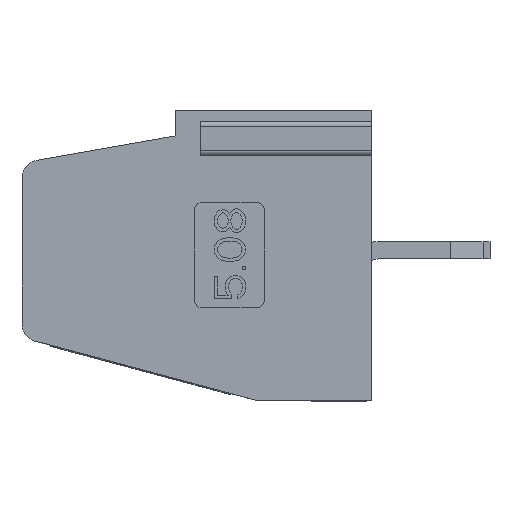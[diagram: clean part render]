
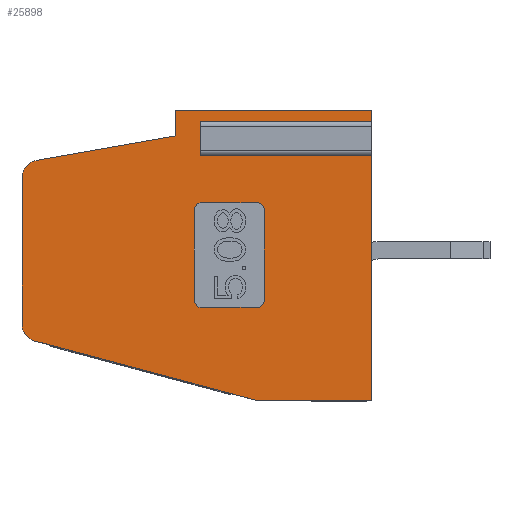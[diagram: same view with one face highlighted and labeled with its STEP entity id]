
A CAD part, left-side view. The second image highlights one B-rep face of the part: STEP entity #25898.
In plain terms, the highlighted planar face has unit normal (-1, 0, 0).
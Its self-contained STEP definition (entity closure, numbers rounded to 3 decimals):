
#2=DIRECTION('',(0.,0.,1.));
#3=VECTOR('',#2,0.908);
#4=CARTESIAN_POINT('',(0.,4.9,-1.254));
#5=LINE('',#4,#3);
#6=DIRECTION('',(0.,1.,0.));
#7=VECTOR('',#6,4.9);
#8=CARTESIAN_POINT('',(0.,0.,-1.254));
#9=LINE('',#8,#7);
#10=DIRECTION('',(0.,0.,-1.));
#11=VECTOR('',#10,7.046);
#12=CARTESIAN_POINT('',(0.,0.,-1.254));
#13=LINE('',#12,#11);
#14=DIRECTION('',(0.,1.,0.));
#15=VECTOR('',#14,3.282);
#16=CARTESIAN_POINT('',(0.,0.,-8.3));
#17=LINE('',#16,#15);
#18=DIRECTION('',(0.,0.966,0.259));
#19=VECTOR('',#18,6.571);
#20=CARTESIAN_POINT('',(0.,3.282,-8.3));
#21=LINE('',#20,#19);
#22=DIRECTION('',(0.,0.,1.));
#23=VECTOR('',#22,4.197);
#24=CARTESIAN_POINT('',(0.,10.,-6.116));
#25=LINE('',#24,#23);
#26=DIRECTION('',(0.,-0.985,0.174));
#27=VECTOR('',#26,4.048);
#28=CARTESIAN_POINT('',(0.,9.587,-1.427));
#29=LINE('',#28,#27);
#30=DIRECTION('',(0.,0.,1.));
#31=VECTOR('',#30,0.724);
#32=CARTESIAN_POINT('',(0.,5.6,-0.724));
#33=LINE('',#32,#31);
#34=DIRECTION('',(0.,-1.,0.));
#35=VECTOR('',#34,5.6);
#36=CARTESIAN_POINT('',(0.,5.6,0.));
#37=LINE('',#36,#35);
#38=DIRECTION('',(0.,0.,-1.));
#39=VECTOR('',#38,0.346);
#40=CARTESIAN_POINT('',(0.,0.,0.));
#41=LINE('',#40,#39);
#42=DIRECTION('',(0.,1.,0.));
#43=VECTOR('',#42,4.9);
#44=CARTESIAN_POINT('',(0.,0.,-0.346));
#45=LINE('',#44,#43);
#46=CARTESIAN_POINT('',(0.,4.864,-5.438));
#47=DIRECTION('',(-1.,0.,0.));
#48=DIRECTION('',(0.,1.,0.));
#49=AXIS2_PLACEMENT_3D('',#46,#47,#48);
#51=DIRECTION('',(0.,-1.,0.));
#52=VECTOR('',#51,1.6);
#53=CARTESIAN_POINT('',(0.,4.864,-5.638));
#54=LINE('',#53,#52);
#55=CARTESIAN_POINT('',(0.,3.264,-5.438));
#56=DIRECTION('',(-1.,0.,0.));
#57=DIRECTION('',(0.,0.,-1.));
#58=AXIS2_PLACEMENT_3D('',#55,#56,#57);
#60=DIRECTION('',(0.,0.,1.));
#61=VECTOR('',#60,2.6);
#62=CARTESIAN_POINT('',(0.,3.064,-5.438));
#63=LINE('',#62,#61);
#64=CARTESIAN_POINT('',(0.,3.264,-2.838));
#65=DIRECTION('',(-1.,0.,0.));
#66=DIRECTION('',(0.,-1.,0.));
#67=AXIS2_PLACEMENT_3D('',#64,#65,#66);
#69=DIRECTION('',(0.,1.,0.));
#70=VECTOR('',#69,1.6);
#71=CARTESIAN_POINT('',(0.,3.264,-2.638));
#72=LINE('',#71,#70);
#73=CARTESIAN_POINT('',(0.,4.864,-2.838));
#74=DIRECTION('',(-1.,0.,0.));
#75=DIRECTION('',(0.,0.,1.));
#76=AXIS2_PLACEMENT_3D('',#73,#74,#75);
#78=DIRECTION('',(0.,0.,-1.));
#79=VECTOR('',#78,2.6);
#80=CARTESIAN_POINT('',(0.,5.064,-2.838));
#81=LINE('',#80,#79);
#435=CARTESIAN_POINT('',(0.,9.5,-1.92));
#436=DIRECTION('',(-1.,0.,0.));
#437=DIRECTION('',(0.,0.174,0.985));
#438=AXIS2_PLACEMENT_3D('',#435,#436,#437);
#484=CARTESIAN_POINT('',(0.,9.5,-6.116));
#485=DIRECTION('',(-1.,0.,0.));
#486=DIRECTION('',(0.,1.,0.));
#487=AXIS2_PLACEMENT_3D('',#484,#485,#486);
#21436=CARTESIAN_POINT('',(0.,0.,-8.3));
#21437=CARTESIAN_POINT('',(0.,3.282,-8.3));
#21438=VERTEX_POINT('',#21436);
#21439=VERTEX_POINT('',#21437);
#21440=CARTESIAN_POINT('',(0.,5.6,-0.724));
#21441=CARTESIAN_POINT('',(0.,5.6,0.));
#21442=VERTEX_POINT('',#21440);
#21443=VERTEX_POINT('',#21441);
#21444=CARTESIAN_POINT('',(0.,0.,0.));
#21445=VERTEX_POINT('',#21444);
#21530=CARTESIAN_POINT('',(0.,0.,-0.346));
#21531=VERTEX_POINT('',#21530);
#21532=CARTESIAN_POINT('',(0.,0.,-1.254));
#21533=VERTEX_POINT('',#21532);
#21534=CARTESIAN_POINT('',(0.,4.9,-0.346));
#21535=VERTEX_POINT('',#21534);
#21536=CARTESIAN_POINT('',(0.,4.9,-1.254));
#21537=VERTEX_POINT('',#21536);
#21570=CARTESIAN_POINT('',(0.,10.,-1.92));
#21572=VERTEX_POINT('',#21570);
#21574=CARTESIAN_POINT('',(0.,9.587,-1.427));
#21576=VERTEX_POINT('',#21574);
#21579=CARTESIAN_POINT('',(0.,10.,-6.116));
#21581=VERTEX_POINT('',#21579);
#21582=CARTESIAN_POINT('',(0.,9.629,-6.599));
#21583=VERTEX_POINT('',#21582);
#21802=CARTESIAN_POINT('',(0.,5.064,-5.438));
#21803=CARTESIAN_POINT('',(0.,4.864,-5.638));
#21804=VERTEX_POINT('',#21802);
#21805=VERTEX_POINT('',#21803);
#21806=CARTESIAN_POINT('',(0.,3.264,-5.638));
#21807=VERTEX_POINT('',#21806);
#21808=CARTESIAN_POINT('',(0.,3.064,-5.438));
#21809=VERTEX_POINT('',#21808);
#21810=CARTESIAN_POINT('',(0.,3.064,-2.838));
#21811=VERTEX_POINT('',#21810);
#21812=CARTESIAN_POINT('',(0.,3.264,-2.638));
#21813=VERTEX_POINT('',#21812);
#21814=CARTESIAN_POINT('',(0.,4.864,-2.638));
#21815=VERTEX_POINT('',#21814);
#21816=CARTESIAN_POINT('',(0.,5.064,-2.838));
#21817=VERTEX_POINT('',#21816);
#25847=CARTESIAN_POINT('',(0.,0.,0.));
#25848=DIRECTION('',(1.,0.,0.));
#25849=DIRECTION('',(0.,0.,-1.));
#25850=AXIS2_PLACEMENT_3D('',#25847,#25848,#25849);
#25851=PLANE('',#25850);
#25853=ORIENTED_EDGE('',*,*,#25852,.F.);
#25855=ORIENTED_EDGE('',*,*,#25854,.F.);
#25857=ORIENTED_EDGE('',*,*,#25856,.T.);
#25859=ORIENTED_EDGE('',*,*,#25858,.T.);
#25861=ORIENTED_EDGE('',*,*,#25860,.T.);
#25863=ORIENTED_EDGE('',*,*,#25862,.F.);
#25865=ORIENTED_EDGE('',*,*,#25864,.T.);
#25867=ORIENTED_EDGE('',*,*,#25866,.F.);
#25869=ORIENTED_EDGE('',*,*,#25868,.T.);
#25871=ORIENTED_EDGE('',*,*,#25870,.T.);
#25873=ORIENTED_EDGE('',*,*,#25872,.T.);
#25875=ORIENTED_EDGE('',*,*,#25874,.T.);
#25877=ORIENTED_EDGE('',*,*,#25876,.T.);
#25878=EDGE_LOOP('',(#25853,#25855,#25857,#25859,#25861,#25863,#25865,#25867,
#25869,#25871,#25873,#25875,#25877));
#25879=FACE_OUTER_BOUND('',#25878,.F.);
#25881=ORIENTED_EDGE('',*,*,#25880,.T.);
#25883=ORIENTED_EDGE('',*,*,#25882,.T.);
#25885=ORIENTED_EDGE('',*,*,#25884,.T.);
#25887=ORIENTED_EDGE('',*,*,#25886,.T.);
#25889=ORIENTED_EDGE('',*,*,#25888,.T.);
#25891=ORIENTED_EDGE('',*,*,#25890,.T.);
#25893=ORIENTED_EDGE('',*,*,#25892,.T.);
#25895=ORIENTED_EDGE('',*,*,#25894,.T.);
#25896=EDGE_LOOP('',(#25881,#25883,#25885,#25887,#25889,#25891,#25893,#25895));
#25897=FACE_BOUND('',#25896,.F.);
#25898=ADVANCED_FACE('',(#25879,#25897),#25851,.F.);
#50=CIRCLE('',#49,0.2);
#59=CIRCLE('',#58,0.2);
#68=CIRCLE('',#67,0.2);
#77=CIRCLE('',#76,0.2);
#439=CIRCLE('',#438,0.5);
#488=CIRCLE('',#487,0.5);
#25852=EDGE_CURVE('',#21537,#21535,#5,.T.);
#25854=EDGE_CURVE('',#21533,#21537,#9,.T.);
#25856=EDGE_CURVE('',#21533,#21438,#13,.T.);
#25858=EDGE_CURVE('',#21438,#21439,#17,.T.);
#25860=EDGE_CURVE('',#21439,#21583,#21,.T.);
#25862=EDGE_CURVE('',#21581,#21583,#488,.T.);
#25864=EDGE_CURVE('',#21581,#21572,#25,.T.);
#25866=EDGE_CURVE('',#21576,#21572,#439,.T.);
#25868=EDGE_CURVE('',#21576,#21442,#29,.T.);
#25870=EDGE_CURVE('',#21442,#21443,#33,.T.);
#25872=EDGE_CURVE('',#21443,#21445,#37,.T.);
#25874=EDGE_CURVE('',#21445,#21531,#41,.T.);
#25876=EDGE_CURVE('',#21531,#21535,#45,.T.);
#25880=EDGE_CURVE('',#21804,#21805,#50,.T.);
#25882=EDGE_CURVE('',#21805,#21807,#54,.T.);
#25884=EDGE_CURVE('',#21807,#21809,#59,.T.);
#25886=EDGE_CURVE('',#21809,#21811,#63,.T.);
#25888=EDGE_CURVE('',#21811,#21813,#68,.T.);
#25890=EDGE_CURVE('',#21813,#21815,#72,.T.);
#25892=EDGE_CURVE('',#21815,#21817,#77,.T.);
#25894=EDGE_CURVE('',#21817,#21804,#81,.T.);
